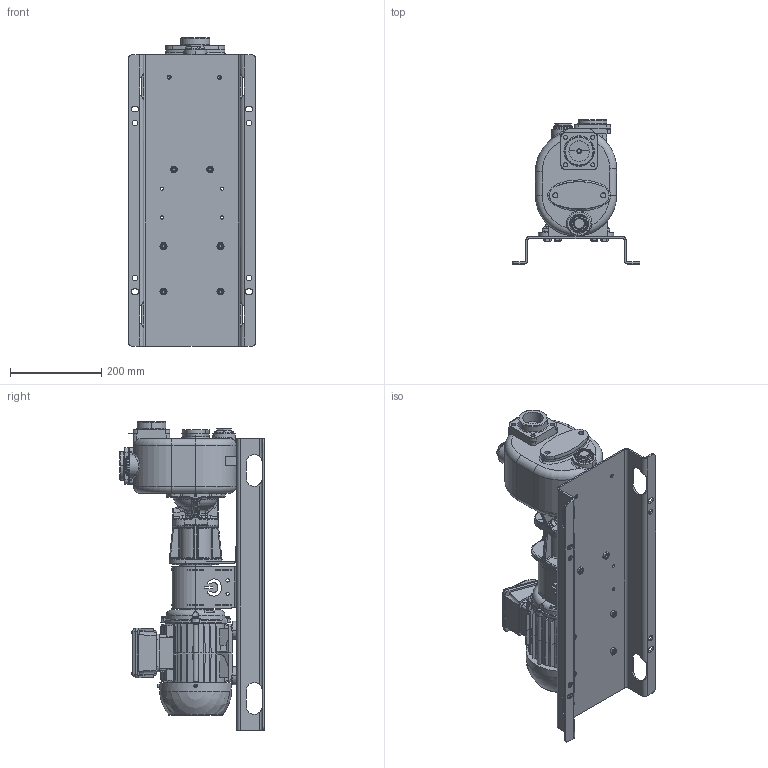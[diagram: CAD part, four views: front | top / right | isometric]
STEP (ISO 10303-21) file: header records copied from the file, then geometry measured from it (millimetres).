
FILE_DESCRIPTION((''),'2;1');
FILE_NAME('S_40_BIT','2023-04-03T14:07:36',('Nicola'),(''),'CREO PARAMETRIC BY PTC INC, 2022284','CREO PARAMETRIC BY PTC INC, 2022284','');
FILE_SCHEMA(('CONFIG_CONTROL_DESIGN'));
Products named in the file (1): S_40_BIT
Bounding box: 280 x 316 x 677 mm (x, y, z)
Volume: 10870849.9 mm3; surface area: 1105837.3 mm2
Topology: 1 solids, 1 shells, 3046 faces, 7751 edges, 4818 vertices
Faces by surface type: plane 1593, cylinder 647, bspline 394, cone 269, torus 125, sphere 9, extrusion 6, revolution 3
Entity records: 114762 total; most frequent: CARTESIAN_POINT 44472, ORIENTED_EDGE 15490, DIRECTION 13350, EDGE_CURVE 7745, VERTEX_POINT 4818, AXIS2_PLACEMENT_3D 4656, VECTOR 4035, LINE 4029
